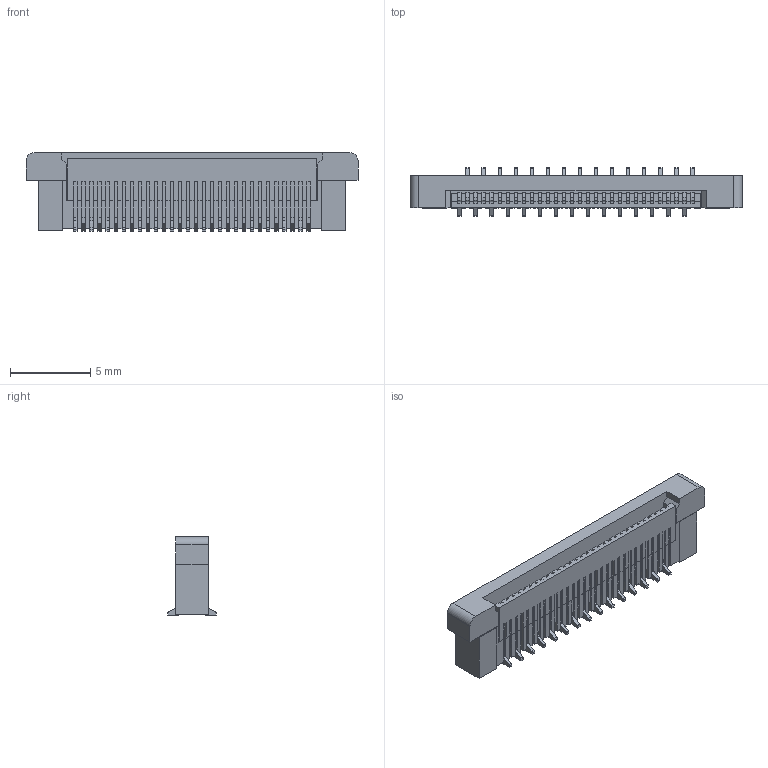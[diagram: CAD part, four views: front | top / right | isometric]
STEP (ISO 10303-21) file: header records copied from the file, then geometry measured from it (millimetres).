
FILE_DESCRIPTION( ( 'STEP AP214' ), '1' );
FILE_NAME( 'ZF5S-30-03-T-WT.stp', '2020-07-16T11:01:20', ( 'License CC BY-ND 4.0' ), ( 'CADENAS' ), ' ', 'PARTsolutions', ' ' );
FILE_SCHEMA( ( 'AUTOMOTIVE_DESIGN { 1 0 10303 214 1 1 1 1 }' ) );
Length unit declared in the file: millimetre
Products named in the file (3): ZF5S-30-03-T-WT; _ZF5S-30-03-WT_socket; _C-297-30-03_pins
Assembly tree (2 placements, depth 2):
  ZF5S-30-03-T-WT
    _ZF5S-30-03-WT_socket
    _C-297-30-03_pins
Bounding box: 20.65 x 3.02 x 4.87 mm (x, y, z)
Volume: 167.8 mm3; surface area: 735.9 mm2
Topology: 2 solids, 2 shells, 983 faces, 2927 edges, 1948 vertices
Faces by surface type: plane 921, cylinder 62
Entity records: 40303 total; most frequent: CARTESIAN_POINT 5861, ORIENTED_EDGE 5854, DIRECTION 5023, EDGE_CURVE 2927, LINE 2803, VECTOR 2803, VERTEX_POINT 1948, AXIS2_PLACEMENT_3D 1110
